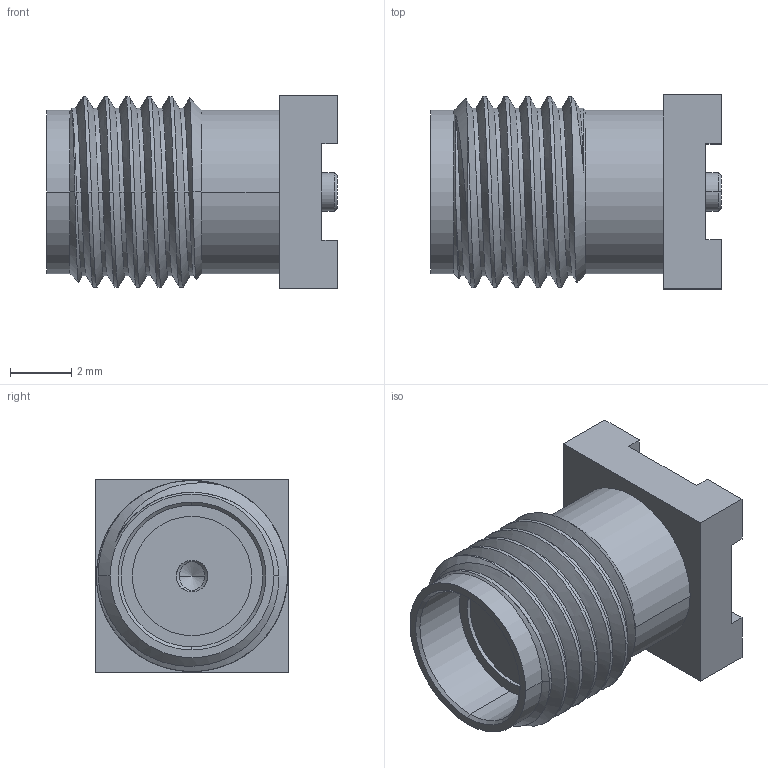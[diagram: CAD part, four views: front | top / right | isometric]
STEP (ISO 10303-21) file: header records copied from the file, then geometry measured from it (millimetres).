
FILE_DESCRIPTION((''),'2;1');
FILE_NAME('732511353','2016-11-17T',('rlalsangi'),(''),'PRO/ENGINEER BY PARAMETRIC TECHNOLOGY CORPORATION, 2012310','PRO/ENGINEER BY PARAMETRIC TECHNOLOGY CORPORATION, 2012310','');
FILE_SCHEMA(('CONFIG_CONTROL_DESIGN'));
Length unit declared in the file: millimetre
Products named in the file (1): 732511353
Bounding box: 9.53 x 6.35 x 6.35 mm (x, y, z)
Volume: 212.6 mm3; surface area: 355.5 mm2
Topology: 1 solids, 1 shells, 90 faces, 262 edges, 178 vertices
Faces by surface type: cylinder 44, plane 31, cone 13, bspline 2
Entity records: 6342 total; most frequent: CARTESIAN_POINT 4042, ORIENTED_EDGE 480, DIRECTION 421, EDGE_CURVE 240, VERTEX_POINT 158, AXIS2_PLACEMENT_3D 148, VECTOR 125, LINE 125
